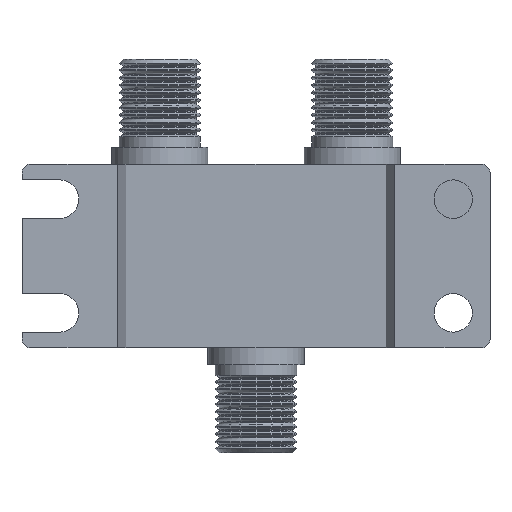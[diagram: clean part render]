
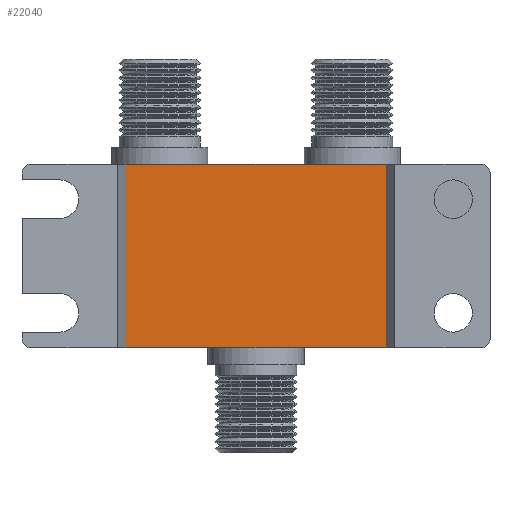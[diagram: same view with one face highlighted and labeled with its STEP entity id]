
A CAD part, front view. The second image highlights one B-rep face of the part: STEP entity #22040.
In plain terms, the highlighted planar face has unit normal (0, -1, 0).
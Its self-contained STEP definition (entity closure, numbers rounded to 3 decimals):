
#189 = EDGE_CURVE ( 'NONE', #7273, #23318, #33541, .T. ) ;
#3165 = CARTESIAN_POINT ( 'NONE',  ( -14.9, 4., -10.5 ) ) ;
#4191 = VECTOR ( 'NONE', #35140, 1000. ) ;
#4553 = VECTOR ( 'NONE', #28394, 1000. ) ;
#5194 = PLANE ( 'NONE',  #9221 ) ;
#5600 = VERTEX_POINT ( 'NONE', #27414 ) ;
#7192 = DIRECTION ( 'NONE',  ( 1., 0., 0. ) ) ;
#7273 = VERTEX_POINT ( 'NONE', #26378 ) ;
#9221 = AXIS2_PLACEMENT_3D ( 'NONE', #16063, #13246, #36047 ) ;
#9833 = EDGE_LOOP ( 'NONE', ( #10511, #12028, #20414, #34024 ) ) ;
#10511 = ORIENTED_EDGE ( 'NONE', *, *, #24913, .T. ) ;
#11009 = CARTESIAN_POINT ( 'NONE',  ( 14.9, 4., 10.5 ) ) ;
#11293 = CARTESIAN_POINT ( 'NONE',  ( 0., 4., 10.5 ) ) ;
#12028 = ORIENTED_EDGE ( 'NONE', *, *, #31076, .F. ) ;
#12828 = CARTESIAN_POINT ( 'NONE',  ( 0., 4., -10.5 ) ) ;
#13246 = DIRECTION ( 'NONE',  ( 0., 1., 0. ) ) ;
#13382 = LINE ( 'NONE', #16011, #4191 ) ;
#14094 = VECTOR ( 'NONE', #22694, 1000. ) ;
#14445 = VECTOR ( 'NONE', #7192, 1000. ) ;
#14565 = LINE ( 'NONE', #11009, #4553 ) ;
#15664 = VERTEX_POINT ( 'NONE', #3165 ) ;
#16011 = CARTESIAN_POINT ( 'NONE',  ( -14.9, 4., 10.5 ) ) ;
#16063 = CARTESIAN_POINT ( 'NONE',  ( 0., 4., 10.5 ) ) ;
#20414 = ORIENTED_EDGE ( 'NONE', *, *, #189, .F. ) ;
#22040 = ADVANCED_FACE ( 'NONE', ( #30819 ), #5194, .F. ) ;
#22694 = DIRECTION ( 'NONE',  ( 1., 0., 0. ) ) ;
#23318 = VERTEX_POINT ( 'NONE', #24700 ) ;
#24700 = CARTESIAN_POINT ( 'NONE',  ( 14.9, 4., 10.5 ) ) ;
#24913 = EDGE_CURVE ( 'NONE', #15664, #5600, #32456, .T. ) ;
#26378 = CARTESIAN_POINT ( 'NONE',  ( -14.9, 4., 10.5 ) ) ;
#27414 = CARTESIAN_POINT ( 'NONE',  ( 14.9, 4., -10.5 ) ) ;
#28394 = DIRECTION ( 'NONE',  ( 0., 0., -1. ) ) ;
#30819 = FACE_OUTER_BOUND ( 'NONE', #9833, .T. ) ;
#31076 = EDGE_CURVE ( 'NONE', #23318, #5600, #14565, .T. ) ;
#32456 = LINE ( 'NONE', #12828, #14445 ) ;
#33541 = LINE ( 'NONE', #11293, #14094 ) ;
#34024 = ORIENTED_EDGE ( 'NONE', *, *, #36250, .T. ) ;
#35140 = DIRECTION ( 'NONE',  ( 0., 0., -1. ) ) ;
#36047 = DIRECTION ( 'NONE',  ( 0., 0., 1. ) ) ;
#36250 = EDGE_CURVE ( 'NONE', #7273, #15664, #13382, .T. ) ;
